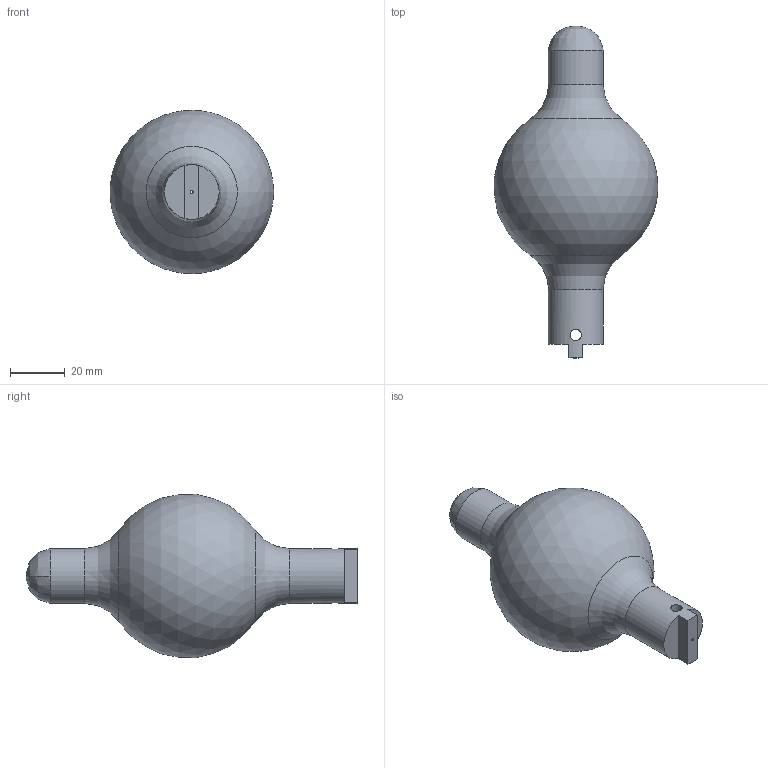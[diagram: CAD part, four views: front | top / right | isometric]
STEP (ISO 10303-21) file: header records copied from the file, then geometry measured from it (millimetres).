
FILE_DESCRIPTION(/* description */ (''),/* implementation_level */ '2;1');
FILE_NAME(/* name */ 'Maçastep.step',/* time_stamp */ '2022-05-17T00:38:27+03:00',/* author */ (''),/* organization */ (''),/* preprocessor_version */ 'ST-DEVELOPER v18.1',/* originating_system */ 'Autodesk Translation Framework v10.14.0.1471',/* authorisation */ '');
FILE_SCHEMA (('AUTOMOTIVE_DESIGN { 1 0 10303 214 3 1 1 }'));
Length unit declared in the file: millimetre
Products named in the file (1): Maça
Bounding box: 59.82 x 121.22 x 59.64 mm (x, y, z)
Volume: 132232.8 mm3; surface area: 15444.9 mm2
Topology: 1 solids, 1 shells, 15 faces, 41 edges, 27 vertices
Faces by surface type: plane 5, cylinder 5, bspline 2, torus 2, sphere 1
Full cylindrical faces by diameter (mm): 1 x2, 4.1 x1, 20 x2
Entity records: 859 total; most frequent: CARTESIAN_POINT 435, ORIENTED_EDGE 82, DIRECTION 75, EDGE_CURVE 41, AXIS2_PLACEMENT_3D 31, VERTEX_POINT 27, EDGE_LOOP 20, CIRCLE 17
